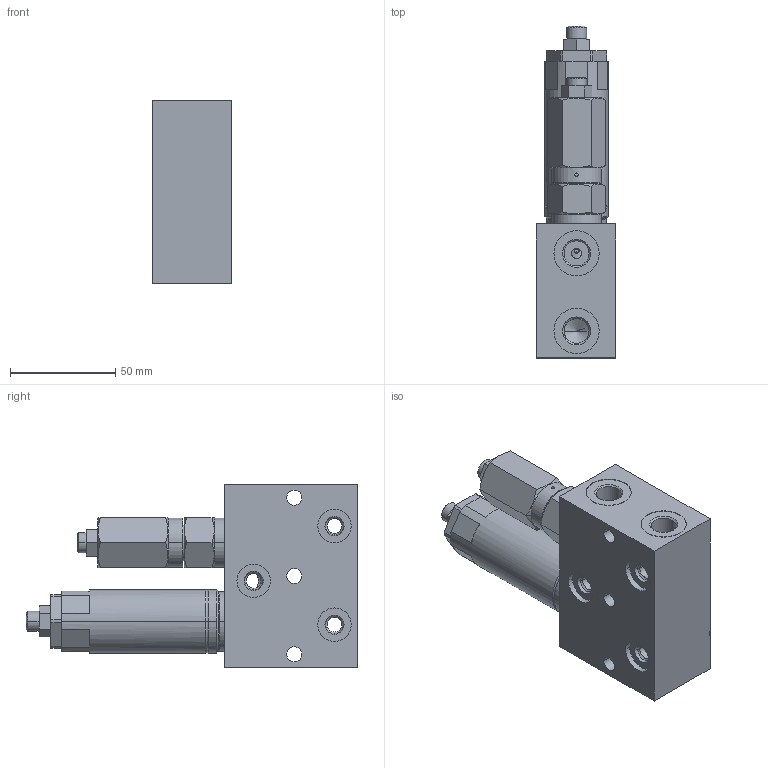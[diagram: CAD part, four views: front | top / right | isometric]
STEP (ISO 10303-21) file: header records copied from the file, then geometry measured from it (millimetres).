
FILE_DESCRIPTION((''),'2;1');
FILE_NAME('ILCM47094002','2014-07-07T',('dg'),(''),'PRO/ENGINEER BY PARAMETRIC TECHNOLOGY CORPORATION, 2013320','PRO/ENGINEER BY PARAMETRIC TECHNOLOGY CORPORATION, 2013320','');
FILE_SCHEMA(('CONFIG_CONTROL_DESIGN'));
Length unit declared in the file: millimetre
Products named in the file (1): ILCM47094002
Bounding box: 37.59 x 157.56 x 87.12 mm (x, y, z)
Volume: 266876.4 mm3; surface area: 50741.4 mm2
Topology: 1 solids, 1 shells, 316 faces, 755 edges, 467 vertices
Faces by surface type: cylinder 131, plane 104, cone 71, torus 10
Entity records: 10445 total; most frequent: CARTESIAN_POINT 3010, DIRECTION 1580, ORIENTED_EDGE 1502, EDGE_CURVE 751, AXIS2_PLACEMENT_3D 626, VERTEX_POINT 467, EDGE_LOOP 376, VECTOR 328
